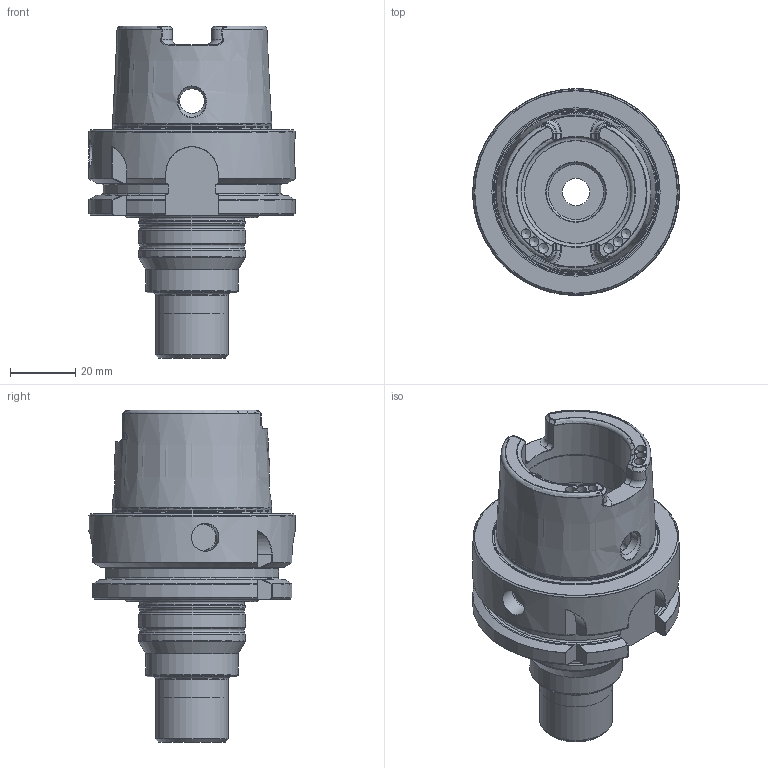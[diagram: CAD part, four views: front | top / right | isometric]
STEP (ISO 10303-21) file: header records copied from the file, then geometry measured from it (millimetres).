
FILE_DESCRIPTION(/* description */ (''),/* implementation_level */ '2;1');
FILE_NAME(/* name */ '456311640.stp',/* time_stamp */ '2021-01-08T12:41:25',/* author */ ('LRA'),/* organization */ ('REGO-FIX'),/* preprocessor_version */ ' Unknown',/* originating_system */ 'SIEMENS PLM Software Solid Edge ST10',/* authorization */ 'Unknown');
FILE_SCHEMA (('AUTOMOTIVE_DESIGN { 1 0 10303 214 2 1 1}'));
Length unit declared in the file: millimetre
Products named in the file (1): NOCUT
Bounding box: 63.3 x 63.3 x 101.7 mm (x, y, z)
Volume: 205244.4 mm3; surface area: 56149.1 mm2
Topology: 2 solids, 2 shells, 304 faces, 796 edges, 504 vertices
Faces by surface type: plane 86, cylinder 85, cone 83, torus 50
Full cylindrical faces by diameter (mm): 3 x12, 7.5 x4, 8.4 x2, 8.5 x2, 10 x2, 10.5 x2, 16.917 x2, 20 x2, 22 x2, 22.3 x1, 28 x1, 28.3 x1, 32.5 x3, 32.8 x3, 33.7 x2, 34 x2, 40 x2, 48.129 x1, 48.43 x1, 63 x1, 63.3 x1
Entity records: 10815 total; most frequent: CARTESIAN_POINT 2204, DIRECTION 1320, ORIENTED_EDGE 1198, EDGE_CURVE 599, AXIS2_PLACEMENT_3D 574, FACE_BOUND 468, EDGE_LOOP 456, VERTEX_POINT 453
